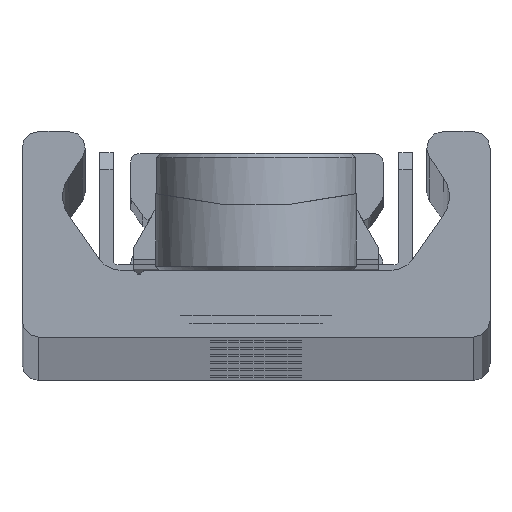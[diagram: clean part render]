
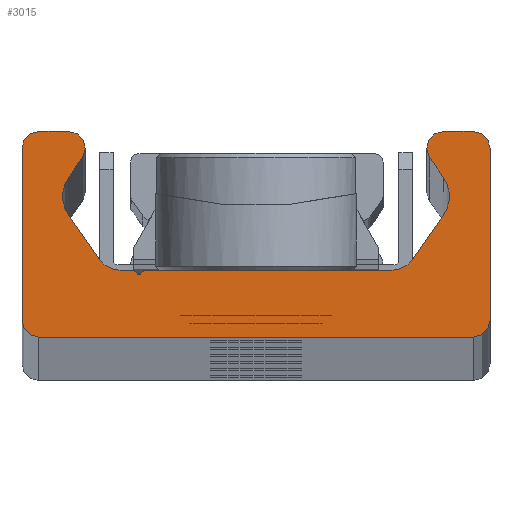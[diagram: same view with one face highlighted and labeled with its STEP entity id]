
A CAD part, top view. The second image highlights one B-rep face of the part: STEP entity #3015.
In plain terms, the highlighted planar face has unit normal (0, 0, 1).
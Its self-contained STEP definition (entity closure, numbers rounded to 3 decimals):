
#2061=CARTESIAN_POINT('',(-13.0,0.0,1490.0));
#2062=VERTEX_POINT('',#2061);
#2063=CARTESIAN_POINT('',(-14.,1.0,1490.0));
#2064=VERTEX_POINT('',#2063);
#2065=CARTESIAN_POINT('',(-13.0,1.0,1490.0));
#2066=DIRECTION('',(0.0,0.0,-1.0));
#2067=DIRECTION('',(-1.0,0.0,0.0));
#2068=AXIS2_PLACEMENT_3D('',#2065,#2066,#2067);
#2069=CIRCLE('',#2068,1.0);
#2070=EDGE_CURVE('',#2062,#2064,#2069,.T.);
#2103=CARTESIAN_POINT('',(-14.,11.3,1490.0));
#2104=VERTEX_POINT('',#2103);
#2105=CARTESIAN_POINT('',(-14.,1.0,1490.0));
#2106=DIRECTION('',(0.0,1.0,0.0));
#2107=VECTOR('',#2106,10.3);
#2108=LINE('',#2105,#2107);
#2109=EDGE_CURVE('',#2064,#2104,#2108,.T.);
#2134=CARTESIAN_POINT('',(-13.0,12.3,1490.0));
#2135=VERTEX_POINT('',#2134);
#2136=CARTESIAN_POINT('',(-13.0,11.3,1490.0));
#2137=DIRECTION('',(0.0,0.0,-1.0));
#2138=DIRECTION('',(0.0,1.0,0.0));
#2139=AXIS2_PLACEMENT_3D('',#2136,#2137,#2138);
#2140=CIRCLE('',#2139,1.0);
#2141=EDGE_CURVE('',#2104,#2135,#2140,.T.);
#2167=CARTESIAN_POINT('',(-11.214,12.3,1490.0));
#2168=VERTEX_POINT('',#2167);
#2169=CARTESIAN_POINT('',(-13.0,12.3,1490.0));
#2170=DIRECTION('',(1.0,0.0,0.0));
#2171=VECTOR('',#2170,1.786);
#2172=LINE('',#2169,#2171);
#2173=EDGE_CURVE('',#2135,#2168,#2172,.T.);
#2198=CARTESIAN_POINT('',(-10.395,10.726,1490.0));
#2199=VERTEX_POINT('',#2198);
#2200=CARTESIAN_POINT('',(-11.214,11.3,1490.0));
#2201=DIRECTION('',(0.0,0.0,-1.0));
#2202=DIRECTION('',(0.819,-0.574,0.0));
#2203=AXIS2_PLACEMENT_3D('',#2200,#2201,#2202);
#2204=CIRCLE('',#2203,1.0);
#2205=EDGE_CURVE('',#2168,#2199,#2204,.T.);
#2231=CARTESIAN_POINT('',(-11.206,9.567,1490.0));
#2232=VERTEX_POINT('',#2231);
#2233=CARTESIAN_POINT('',(-10.395,10.726,1490.0));
#2234=DIRECTION('',(-0.574,-0.819,0.0));
#2235=VECTOR('',#2234,1.415);
#2236=LINE('',#2233,#2235);
#2237=EDGE_CURVE('',#2199,#2232,#2236,.T.);
#2262=CARTESIAN_POINT('',(-11.206,7.273,1490.0));
#2263=VERTEX_POINT('',#2262);
#2264=CARTESIAN_POINT('',(-9.568,8.42,1490.0));
#2265=DIRECTION('',(0.0,0.0,1.0));
#2266=DIRECTION('',(0.819,-0.574,0.0));
#2267=AXIS2_PLACEMENT_3D('',#2264,#2265,#2266);
#2268=CIRCLE('',#2267,2.0);
#2269=EDGE_CURVE('',#2232,#2263,#2268,.T.);
#2295=CARTESIAN_POINT('',(-9.363,4.64,1490.0));
#2296=VERTEX_POINT('',#2295);
#2297=CARTESIAN_POINT('',(-11.206,7.273,1490.0));
#2298=DIRECTION('',(0.574,-0.819,0.0));
#2299=VECTOR('',#2298,3.215);
#2300=LINE('',#2297,#2299);
#2301=EDGE_CURVE('',#2263,#2296,#2300,.T.);
#2326=CARTESIAN_POINT('',(-8.134,4.0,1490.0));
#2327=VERTEX_POINT('',#2326);
#2328=CARTESIAN_POINT('',(-8.134,5.5,1490.0));
#2329=DIRECTION('',(0.0,0.0,1.0));
#2330=DIRECTION('',(0.819,0.574,0.0));
#2331=AXIS2_PLACEMENT_3D('',#2328,#2329,#2330);
#2332=CIRCLE('',#2331,1.5);
#2333=EDGE_CURVE('',#2296,#2327,#2332,.T.);
#2359=CARTESIAN_POINT('',(-7.335,4.,1490.0));
#2360=VERTEX_POINT('',#2359);
#2361=CARTESIAN_POINT('',(-8.134,4.0,1490.0));
#2362=DIRECTION('',(1.0,0.0,0.0));
#2363=VECTOR('',#2362,0.798);
#2364=LINE('',#2361,#2363);
#2365=EDGE_CURVE('',#2327,#2360,#2364,.T.);
#2390=CARTESIAN_POINT('',(-7.24,3.929,1490.0));
#2391=VERTEX_POINT('',#2390);
#2392=CARTESIAN_POINT('',(-7.335,3.9,1490.0));
#2393=DIRECTION('',(0.0,0.0,-1.));
#2394=DIRECTION('',(0.958,0.286,0.0));
#2395=AXIS2_PLACEMENT_3D('',#2392,#2393,#2394);
#2396=CIRCLE('',#2395,0.1);
#2397=EDGE_CURVE('',#2360,#2391,#2396,.T.);
#2423=CARTESIAN_POINT('',(-6.76,3.929,1490.0));
#2424=VERTEX_POINT('',#2423);
#2425=CARTESIAN_POINT('',(-7.,4.0,1490.0));
#2426=DIRECTION('',(0.0,0.0,1.));
#2427=DIRECTION('',(0.958,0.286,0.0));
#2428=AXIS2_PLACEMENT_3D('',#2425,#2426,#2427);
#2429=CIRCLE('',#2428,0.25);
#2430=EDGE_CURVE('',#2391,#2424,#2429,.T.);
#2456=CARTESIAN_POINT('',(-6.665,4.,1490.0));
#2457=VERTEX_POINT('',#2456);
#2458=CARTESIAN_POINT('',(-6.665,3.9,1490.0));
#2459=DIRECTION('',(0.0,0.0,-1.0));
#2460=DIRECTION('',(0.0,1.0,0.0));
#2461=AXIS2_PLACEMENT_3D('',#2458,#2459,#2460);
#2462=CIRCLE('',#2461,0.1);
#2463=EDGE_CURVE('',#2424,#2457,#2462,.T.);
#2489=CARTESIAN_POINT('',(8.134,4.,1490.0));
#2490=VERTEX_POINT('',#2489);
#2491=CARTESIAN_POINT('',(-6.665,4.,1490.0));
#2492=DIRECTION('',(1.0,0.0,0.0));
#2493=VECTOR('',#2492,14.798);
#2494=LINE('',#2491,#2493);
#2495=EDGE_CURVE('',#2457,#2490,#2494,.T.);
#2583=CARTESIAN_POINT('',(9.363,4.64,1490.0));
#2584=VERTEX_POINT('',#2583);
#2585=CARTESIAN_POINT('',(8.134,5.5,1490.0));
#2586=DIRECTION('',(0.0,0.0,1.0));
#2587=DIRECTION('',(0.0,1.0,0.0));
#2588=AXIS2_PLACEMENT_3D('',#2585,#2586,#2587);
#2589=CIRCLE('',#2588,1.5);
#2590=EDGE_CURVE('',#2490,#2584,#2589,.T.);
#2616=CARTESIAN_POINT('',(11.206,7.273,1490.0));
#2617=VERTEX_POINT('',#2616);
#2618=CARTESIAN_POINT('',(9.363,4.64,1490.0));
#2619=DIRECTION('',(0.574,0.819,0.0));
#2620=VECTOR('',#2619,3.215);
#2621=LINE('',#2618,#2620);
#2622=EDGE_CURVE('',#2584,#2617,#2621,.T.);
#2647=CARTESIAN_POINT('',(11.206,9.567,1490.0));
#2648=VERTEX_POINT('',#2647);
#2649=CARTESIAN_POINT('',(9.568,8.42,1490.0));
#2650=DIRECTION('',(0.0,0.0,1.));
#2651=DIRECTION('',(-0.819,0.574,0.0));
#2652=AXIS2_PLACEMENT_3D('',#2649,#2650,#2651);
#2653=CIRCLE('',#2652,2.0);
#2654=EDGE_CURVE('',#2617,#2648,#2653,.T.);
#2680=CARTESIAN_POINT('',(10.395,10.726,1490.0));
#2681=VERTEX_POINT('',#2680);
#2682=CARTESIAN_POINT('',(11.206,9.567,1490.0));
#2683=DIRECTION('',(-0.574,0.819,0.0));
#2684=VECTOR('',#2683,1.415);
#2685=LINE('',#2682,#2684);
#2686=EDGE_CURVE('',#2648,#2681,#2685,.T.);
#2711=CARTESIAN_POINT('',(11.214,12.3,1490.0));
#2712=VERTEX_POINT('',#2711);
#2713=CARTESIAN_POINT('',(11.214,11.3,1490.0));
#2714=DIRECTION('',(0.0,0.0,-1.0));
#2715=DIRECTION('',(0.0,1.0,0.0));
#2716=AXIS2_PLACEMENT_3D('',#2713,#2714,#2715);
#2717=CIRCLE('',#2716,1.0);
#2718=EDGE_CURVE('',#2681,#2712,#2717,.T.);
#2744=CARTESIAN_POINT('',(13.0,12.3,1490.0));
#2745=VERTEX_POINT('',#2744);
#2746=CARTESIAN_POINT('',(11.214,12.3,1490.0));
#2747=DIRECTION('',(1.0,0.0,0.0));
#2748=VECTOR('',#2747,1.786);
#2749=LINE('',#2746,#2748);
#2750=EDGE_CURVE('',#2712,#2745,#2749,.T.);
#2775=CARTESIAN_POINT('',(14.,11.3,1490.0));
#2776=VERTEX_POINT('',#2775);
#2777=CARTESIAN_POINT('',(13.0,11.3,1490.0));
#2778=DIRECTION('',(0.0,0.0,-1.0));
#2779=DIRECTION('',(1.0,0.0,0.0));
#2780=AXIS2_PLACEMENT_3D('',#2777,#2778,#2779);
#2781=CIRCLE('',#2780,1.0);
#2782=EDGE_CURVE('',#2745,#2776,#2781,.T.);
#2808=CARTESIAN_POINT('',(14.,1.0,1490.0));
#2809=VERTEX_POINT('',#2808);
#2810=CARTESIAN_POINT('',(14.,11.3,1490.0));
#2811=DIRECTION('',(0.0,-1.0,0.0));
#2812=VECTOR('',#2811,10.3);
#2813=LINE('',#2810,#2812);
#2814=EDGE_CURVE('',#2776,#2809,#2813,.T.);
#2839=CARTESIAN_POINT('',(13.0,0.0,1490.0));
#2840=VERTEX_POINT('',#2839);
#2841=CARTESIAN_POINT('',(13.0,1.0,1490.0));
#2842=DIRECTION('',(0.0,0.0,-1.0));
#2843=DIRECTION('',(0.0,-1.0,0.0));
#2844=AXIS2_PLACEMENT_3D('',#2841,#2842,#2843);
#2845=CIRCLE('',#2844,1.0);
#2846=EDGE_CURVE('',#2809,#2840,#2845,.T.);
#2872=CARTESIAN_POINT('',(13.0,0.0,1490.0));
#2873=DIRECTION('',(-1.0,0.0,0.0));
#2874=VECTOR('',#2873,26.0);
#2875=LINE('',#2872,#2874);
#2876=EDGE_CURVE('',#2840,#2062,#2875,.T.);
#2984=CARTESIAN_POINT('',(-0.017,4.731,1490.0));
#2985=DIRECTION('',(0.0,0.0,1.0));
#2986=DIRECTION('',(1.0,0.0,0.0));
#2987=AXIS2_PLACEMENT_3D('',#2984,#2985,#2986);
#2988=PLANE('',#2987);
#2989=ORIENTED_EDGE('',*,*,#2070,.F.);
#2990=ORIENTED_EDGE('',*,*,#2876,.F.);
#2991=ORIENTED_EDGE('',*,*,#2846,.F.);
#2992=ORIENTED_EDGE('',*,*,#2814,.F.);
#2993=ORIENTED_EDGE('',*,*,#2782,.F.);
#2994=ORIENTED_EDGE('',*,*,#2750,.F.);
#2995=ORIENTED_EDGE('',*,*,#2718,.F.);
#2996=ORIENTED_EDGE('',*,*,#2686,.F.);
#2997=ORIENTED_EDGE('',*,*,#2654,.F.);
#2998=ORIENTED_EDGE('',*,*,#2622,.F.);
#2999=ORIENTED_EDGE('',*,*,#2590,.F.);
#3000=ORIENTED_EDGE('',*,*,#2495,.F.);
#3001=ORIENTED_EDGE('',*,*,#2463,.F.);
#3002=ORIENTED_EDGE('',*,*,#2430,.F.);
#3003=ORIENTED_EDGE('',*,*,#2397,.F.);
#3004=ORIENTED_EDGE('',*,*,#2365,.F.);
#3005=ORIENTED_EDGE('',*,*,#2333,.F.);
#3006=ORIENTED_EDGE('',*,*,#2301,.F.);
#3007=ORIENTED_EDGE('',*,*,#2269,.F.);
#3008=ORIENTED_EDGE('',*,*,#2237,.F.);
#3009=ORIENTED_EDGE('',*,*,#2205,.F.);
#3010=ORIENTED_EDGE('',*,*,#2173,.F.);
#3011=ORIENTED_EDGE('',*,*,#2141,.F.);
#3012=ORIENTED_EDGE('',*,*,#2109,.F.);
#3013=EDGE_LOOP('',(#2989,#2990,#2991,#2992,#2993,#2994,#2995,#2996,#2997,#2998,#2999,#3000,#3001,#3002,#3003,#3004,#3005,#3006,#3007,#3008,#3009,#3010,#3011,#3012));
#3014=FACE_OUTER_BOUND('',#3013,.T.);
#3015=ADVANCED_FACE('',(#3014),#2988,.T.);
